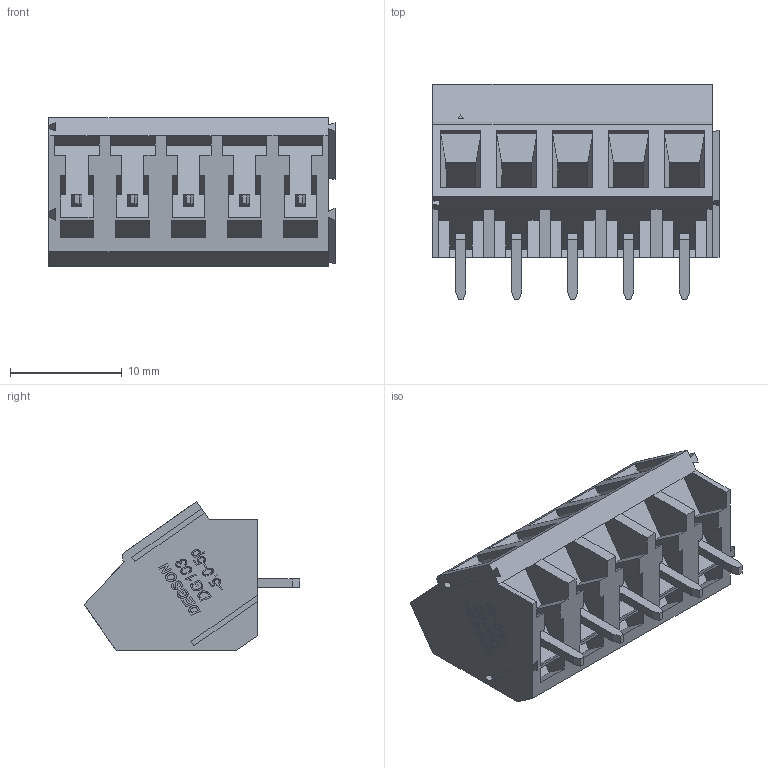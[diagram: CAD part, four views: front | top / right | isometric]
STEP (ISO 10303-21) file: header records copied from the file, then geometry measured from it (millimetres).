
FILE_DESCRIPTION (( 'STEP AP214' ), '1' );
FILE_NAME ('DG103-5.0-05P-14-00AH.STEP', '2021-01-09T22:14:26', ( '' ), ( '' ), 'SwSTEP 2.0', 'SolidWorks 2020', '' );
FILE_SCHEMA (( 'AUTOMOTIVE_DESIGN' ));
Length unit declared in the file: millimetre
Products named in the file (1): DG103-5.0-05P-14-00AH
Bounding box: 25.6 x 19.3 x 13.3 mm (x, y, z)
Volume: 2720.7 mm3; surface area: 3097.2 mm2
Topology: 1 solids, 1 shells, 639 faces, 1681 edges, 1099 vertices
Faces by surface type: plane 422, bspline 161, cylinder 31, torus 25
Entity records: 31940 total; most frequent: CARTESIAN_POINT 12657, ORIENTED_EDGE 3362, DIRECTION 2449, EDGE_CURVE 1681, LINE 1207, VECTOR 1207, VERTEX_POINT 1099, EDGE_LOOP 694
